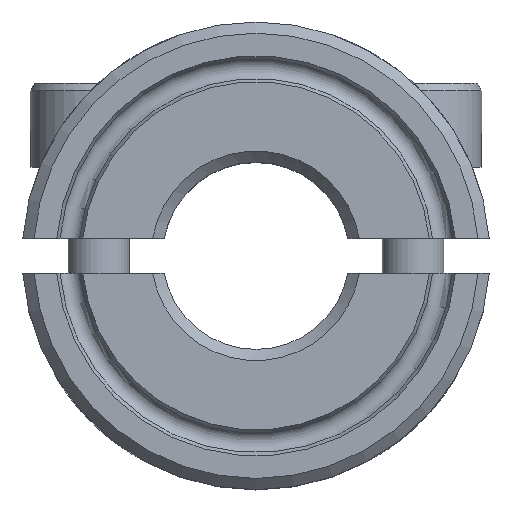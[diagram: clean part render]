
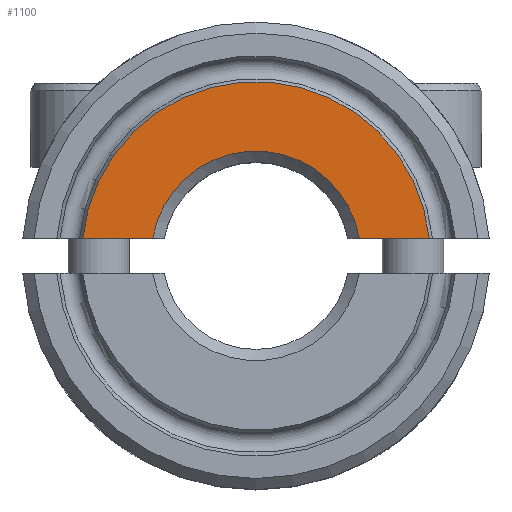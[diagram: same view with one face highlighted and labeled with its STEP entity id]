
A CAD part, top view. The second image highlights one B-rep face of the part: STEP entity #1100.
In plain terms, the highlighted planar face has unit normal (0, 0, 1).
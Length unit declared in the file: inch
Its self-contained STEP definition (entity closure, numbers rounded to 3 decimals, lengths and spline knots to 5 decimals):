
#56=LINE('',#1685,#126);
#62=LINE('',#1727,#132);
#126=VECTOR('',#1315,0.09347);
#132=VECTOR('',#1327,0.09347);
#206=PLANE('',#1178);
#268=FACE_OUTER_BOUND('',#340,.T.);
#340=EDGE_LOOP('',(#756,#757,#758,#759));
#425=CIRCLE('',#1179,0.23268);
#426=CIRCLE('',#1180,0.14);
#484=VERTEX_POINT('',#1683);
#485=VERTEX_POINT('',#1684);
#494=VERTEX_POINT('',#1724);
#495=VERTEX_POINT('',#1726);
#591=EDGE_CURVE('',#484,#485,#56,.T.);
#602=EDGE_CURVE('',#484,#494,#425,.T.);
#603=EDGE_CURVE('',#495,#494,#62,.T.);
#604=EDGE_CURVE('',#495,#485,#426,.T.);
#756=ORIENTED_EDGE('',*,*,#602,.T.);
#757=ORIENTED_EDGE('',*,*,#603,.F.);
#758=ORIENTED_EDGE('',*,*,#604,.T.);
#759=ORIENTED_EDGE('',*,*,#591,.F.);
#1100=ADVANCED_FACE('',(#268),#206,.T.);
#1178=AXIS2_PLACEMENT_3D('',#1723,#1323,#1324);
#1179=AXIS2_PLACEMENT_3D('',#1725,#1325,#1326);
#1180=AXIS2_PLACEMENT_3D('',#1728,#1328,#1329);
#1315=DIRECTION('',(-1.,0.,0.));
#1323=DIRECTION('center_axis',(0.,0.,1.));
#1324=DIRECTION('ref_axis',(0.707,-0.707,0.));
#1325=DIRECTION('center_axis',(0.,0.,1.));
#1326=DIRECTION('ref_axis',(0.995,0.101,0.));
#1327=DIRECTION('',(-1.,0.,0.));
#1328=DIRECTION('center_axis',(0.,0.,-1.));
#1329=DIRECTION('ref_axis',(-0.986,0.167,0.));
#1683=CARTESIAN_POINT('',(0.2315,0.02344,0.281));
#1684=CARTESIAN_POINT('',(0.13802,0.02344,0.281));
#1685=CARTESIAN_POINT('',(0.2315,0.02344,0.281));
#1723=CARTESIAN_POINT('Origin',(0.,0.,0.281));
#1724=CARTESIAN_POINT('',(-0.2315,0.02344,0.281));
#1725=CARTESIAN_POINT('Origin',(0.,0.,0.281));
#1726=CARTESIAN_POINT('',(-0.13802,0.02344,0.281));
#1727=CARTESIAN_POINT('',(-0.13802,0.02344,0.281));
#1728=CARTESIAN_POINT('Origin',(0.,0.,0.281));
